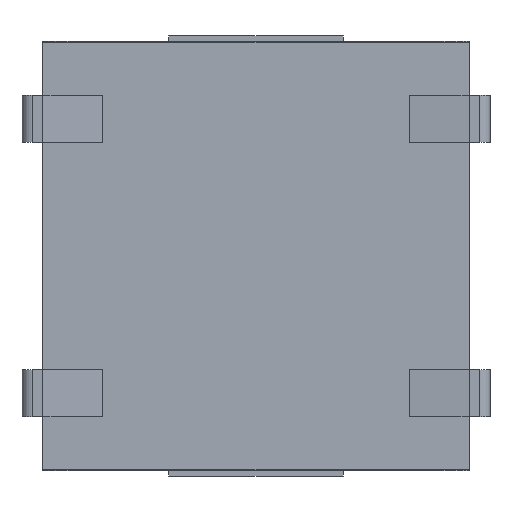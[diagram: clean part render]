
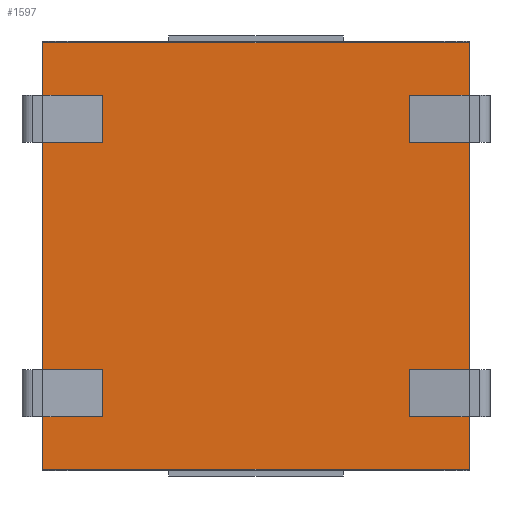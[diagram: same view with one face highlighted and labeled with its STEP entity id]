
A CAD part, front view. The second image highlights one B-rep face of the part: STEP entity #1597.
In plain terms, the highlighted planar face has unit normal (0, -1, 0).
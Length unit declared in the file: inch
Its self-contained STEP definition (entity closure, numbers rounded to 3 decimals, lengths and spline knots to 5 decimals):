
#17=DIRECTION('',(0.,0.,-1.));
#18=VECTOR('',#17,0.027);
#19=CARTESIAN_POINT('',(0.122,0.,0.092));
#20=LINE('',#19,#18);
#25=DIRECTION('',(0.,0.,-1.));
#26=VECTOR('',#25,0.13);
#27=CARTESIAN_POINT('',(0.122,0.,0.065));
#28=LINE('',#27,#26);
#32=DIRECTION('',(0.,0.,-1.));
#33=VECTOR('',#32,0.027);
#34=CARTESIAN_POINT('',(0.122,0.,-0.065));
#35=LINE('',#34,#33);
#39=DIRECTION('',(0.,0.,-1.));
#40=VECTOR('',#39,0.03);
#41=CARTESIAN_POINT('',(0.122,0.,-0.092));
#42=LINE('',#41,#40);
#46=DIRECTION('',(-1.,0.,0.));
#47=VECTOR('',#46,0.244);
#48=CARTESIAN_POINT('',(0.122,0.,-0.122));
#49=LINE('',#48,#47);
#53=DIRECTION('',(0.,0.,1.));
#54=VECTOR('',#53,0.03);
#55=CARTESIAN_POINT('',(-0.122,0.,-0.122));
#56=LINE('',#55,#54);
#60=DIRECTION('',(0.,0.,1.));
#61=VECTOR('',#60,0.027);
#62=CARTESIAN_POINT('',(-0.122,0.,-0.092));
#63=LINE('',#62,#61);
#67=DIRECTION('',(0.,0.,1.));
#68=VECTOR('',#67,0.13);
#69=CARTESIAN_POINT('',(-0.122,0.,-0.065));
#70=LINE('',#69,#68);
#74=DIRECTION('',(0.,0.,1.));
#75=VECTOR('',#74,0.027);
#76=CARTESIAN_POINT('',(-0.122,0.,0.065));
#77=LINE('',#76,#75);
#81=DIRECTION('',(0.,0.,1.));
#82=VECTOR('',#81,0.03);
#83=CARTESIAN_POINT('',(-0.122,0.,0.092));
#84=LINE('',#83,#82);
#88=DIRECTION('',(1.,0.,0.));
#89=VECTOR('',#88,0.244);
#90=CARTESIAN_POINT('',(-0.122,0.,0.122));
#91=LINE('',#90,#89);
#95=DIRECTION('',(0.,0.,-1.));
#96=VECTOR('',#95,0.03);
#97=CARTESIAN_POINT('',(0.122,0.,0.122));
#98=LINE('',#97,#96);
#1326=CARTESIAN_POINT('',(0.122,0.,-0.122));
#1327=CARTESIAN_POINT('',(-0.122,0.,-0.122));
#1328=VERTEX_POINT('',#1326);
#1329=VERTEX_POINT('',#1327);
#1330=CARTESIAN_POINT('',(-0.122,0.,0.122));
#1331=CARTESIAN_POINT('',(0.122,0.,0.122));
#1332=VERTEX_POINT('',#1330);
#1333=VERTEX_POINT('',#1331);
#1390=CARTESIAN_POINT('',(0.122,0.,0.092));
#1391=CARTESIAN_POINT('',(0.122,0.,0.065));
#1392=VERTEX_POINT('',#1390);
#1393=VERTEX_POINT('',#1391);
#1394=CARTESIAN_POINT('',(0.122,0.,-0.065));
#1395=CARTESIAN_POINT('',(0.122,0.,-0.092));
#1396=VERTEX_POINT('',#1394);
#1397=VERTEX_POINT('',#1395);
#1398=CARTESIAN_POINT('',(-0.122,0.,0.065));
#1399=CARTESIAN_POINT('',(-0.122,0.,0.092));
#1400=VERTEX_POINT('',#1398);
#1401=VERTEX_POINT('',#1399);
#1402=CARTESIAN_POINT('',(-0.122,0.,-0.092));
#1403=CARTESIAN_POINT('',(-0.122,0.,-0.065));
#1404=VERTEX_POINT('',#1402);
#1405=VERTEX_POINT('',#1403);
#1566=CARTESIAN_POINT('',(0.,0.,0.));
#1567=DIRECTION('',(0.,1.,0.));
#1568=DIRECTION('',(0.,0.,1.));
#1569=AXIS2_PLACEMENT_3D('',#1566,#1567,#1568);
#1570=PLANE('',#1569);
#1572=ORIENTED_EDGE('',*,*,#1571,.T.);
#1574=ORIENTED_EDGE('',*,*,#1573,.T.);
#1576=ORIENTED_EDGE('',*,*,#1575,.T.);
#1578=ORIENTED_EDGE('',*,*,#1577,.T.);
#1580=ORIENTED_EDGE('',*,*,#1579,.T.);
#1582=ORIENTED_EDGE('',*,*,#1581,.T.);
#1584=ORIENTED_EDGE('',*,*,#1583,.T.);
#1586=ORIENTED_EDGE('',*,*,#1585,.T.);
#1588=ORIENTED_EDGE('',*,*,#1587,.T.);
#1590=ORIENTED_EDGE('',*,*,#1589,.T.);
#1592=ORIENTED_EDGE('',*,*,#1591,.T.);
#1594=ORIENTED_EDGE('',*,*,#1593,.T.);
#1595=EDGE_LOOP('',(#1572,#1574,#1576,#1578,#1580,#1582,#1584,#1586,#1588,#1590,
#1592,#1594));
#1596=FACE_OUTER_BOUND('',#1595,.F.);
#1597=ADVANCED_FACE('',(#1596),#1570,.F.);
#1571=EDGE_CURVE('',#1392,#1393,#20,.T.);
#1573=EDGE_CURVE('',#1393,#1396,#28,.T.);
#1575=EDGE_CURVE('',#1396,#1397,#35,.T.);
#1577=EDGE_CURVE('',#1397,#1328,#42,.T.);
#1579=EDGE_CURVE('',#1328,#1329,#49,.T.);
#1581=EDGE_CURVE('',#1329,#1404,#56,.T.);
#1583=EDGE_CURVE('',#1404,#1405,#63,.T.);
#1585=EDGE_CURVE('',#1405,#1400,#70,.T.);
#1587=EDGE_CURVE('',#1400,#1401,#77,.T.);
#1589=EDGE_CURVE('',#1401,#1332,#84,.T.);
#1591=EDGE_CURVE('',#1332,#1333,#91,.T.);
#1593=EDGE_CURVE('',#1333,#1392,#98,.T.);
